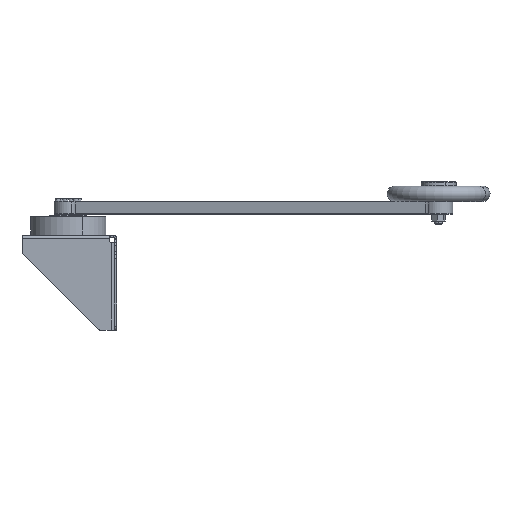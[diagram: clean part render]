
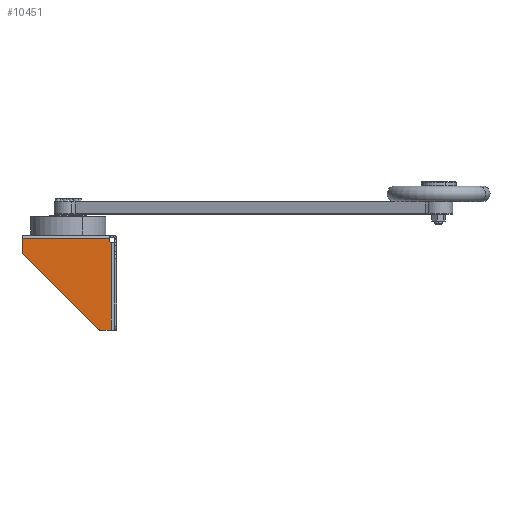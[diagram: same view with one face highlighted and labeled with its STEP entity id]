
A CAD part, left-side view. The second image highlights one B-rep face of the part: STEP entity #10451.
In plain terms, the highlighted planar face has unit normal (-1, 0, 0).
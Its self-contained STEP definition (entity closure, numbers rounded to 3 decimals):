
#77 = VERTEX_POINT ( 'NONE', #6294 ) ;
#345 = ORIENTED_EDGE ( 'NONE', *, *, #6257, .T. ) ;
#370 = ORIENTED_EDGE ( 'NONE', *, *, #2986, .F. ) ;
#412 = PLANE ( 'NONE',  #7139 ) ;
#481 = CIRCLE ( 'NONE', #5579, 5. ) ;
#752 = LINE ( 'NONE', #4481, #8815 ) ;
#759 = EDGE_CURVE ( 'NONE', #7676, #77, #11358, .T. ) ;
#853 = CARTESIAN_POINT ( 'NONE',  ( -60., 123.1, 57.5 ) ) ;
#1041 = EDGE_CURVE ( 'NONE', #4461, #10136, #481, .T. ) ;
#1115 = AXIS2_PLACEMENT_3D ( 'NONE', #3781, #3900, #4615 ) ;
#1388 = VECTOR ( 'NONE', #8338, 1000. ) ;
#1528 = DIRECTION ( 'NONE',  ( 0., 0., 1. ) ) ;
#1657 = LINE ( 'NONE', #8873, #8821 ) ;
#1728 = DIRECTION ( 'NONE',  ( 0., 0., -1. ) ) ;
#1941 = CARTESIAN_POINT ( 'NONE',  ( -60., 21.029, -56.5 ) ) ;
#1999 = DIRECTION ( 'NONE',  ( 0., 0., -1. ) ) ;
#2145 = EDGE_CURVE ( 'NONE', #3216, #7676, #752, .T. ) ;
#2342 = DIRECTION ( 'NONE',  ( 0., 0., -1. ) ) ;
#2414 = VECTOR ( 'NONE', #1728, 1000. ) ;
#2703 = LINE ( 'NONE', #6274, #9755 ) ;
#2741 = ORIENTED_EDGE ( 'NONE', *, *, #11444, .T. ) ;
#2986 = EDGE_CURVE ( 'NONE', #3321, #3265, #9593, .T. ) ;
#3216 = VERTEX_POINT ( 'NONE', #4691 ) ;
#3265 = VERTEX_POINT ( 'NONE', #10175 ) ;
#3313 = ORIENTED_EDGE ( 'NONE', *, *, #10393, .F. ) ;
#3321 = VERTEX_POINT ( 'NONE', #9398 ) ;
#3353 = CARTESIAN_POINT ( 'NONE',  ( -60., 8., 53.5 ) ) ;
#3404 = ORIENTED_EDGE ( 'NONE', *, *, #3735, .T. ) ;
#3470 = VERTEX_POINT ( 'NONE', #8921 ) ;
#3735 = EDGE_CURVE ( 'NONE', #10136, #77, #9216, .T. ) ;
#3781 = CARTESIAN_POINT ( 'NONE',  ( -60., 118.1, 40.571 ) ) ;
#3900 = DIRECTION ( 'NONE',  ( -1., 0., 0. ) ) ;
#4190 = LINE ( 'NONE', #5961, #5057 ) ;
#4461 = VERTEX_POINT ( 'NONE', #7745 ) ;
#4481 = CARTESIAN_POINT ( 'NONE',  ( -60., 123.1, 52.5 ) ) ;
#4553 = CARTESIAN_POINT ( 'NONE',  ( -60., 7.1, 52.5 ) ) ;
#4615 = DIRECTION ( 'NONE',  ( 0., 0., 1. ) ) ;
#4691 = CARTESIAN_POINT ( 'NONE',  ( -60., 8., 52.5 ) ) ;
#4731 = CARTESIAN_POINT ( 'NONE',  ( -60., 123.1, -61.5 ) ) ;
#4750 = EDGE_CURVE ( 'NONE', #4461, #3470, #2703, .T. ) ;
#5057 = VECTOR ( 'NONE', #10570, 1000. ) ;
#5426 = DIRECTION ( 'NONE',  ( 0., -1., 0. ) ) ;
#5499 = DIRECTION ( 'NONE',  ( 0., 0.707, 0.707 ) ) ;
#5516 = ORIENTED_EDGE ( 'NONE', *, *, #2145, .F. ) ;
#5579 = AXIS2_PLACEMENT_3D ( 'NONE', #1941, #10218, #8387 ) ;
#5619 = CIRCLE ( 'NONE', #10711, 1. ) ;
#5896 = VERTEX_POINT ( 'NONE', #8573 ) ;
#5961 = CARTESIAN_POINT ( 'NONE',  ( -60., 123.1, 57.5 ) ) ;
#6218 = CIRCLE ( 'NONE', #1115, 5. ) ;
#6237 = CARTESIAN_POINT ( 'NONE',  ( -60., 9., -61.5 ) ) ;
#6257 = EDGE_CURVE ( 'NONE', #5896, #3470, #6218, .T. ) ;
#6274 = CARTESIAN_POINT ( 'NONE',  ( -60., 73.1, -11.5 ) ) ;
#6294 = CARTESIAN_POINT ( 'NONE',  ( -60., 7.1, -61.5 ) ) ;
#6493 = ORIENTED_EDGE ( 'NONE', *, *, #759, .F. ) ;
#6524 = VECTOR ( 'NONE', #2342, 1000. ) ;
#7139 = AXIS2_PLACEMENT_3D ( 'NONE', #10397, #7608, #11225 ) ;
#7608 = DIRECTION ( 'NONE',  ( -1., 0., 0. ) ) ;
#7676 = VERTEX_POINT ( 'NONE', #4553 ) ;
#7745 = CARTESIAN_POINT ( 'NONE',  ( -60., 24.564, -60.036 ) ) ;
#7806 = VERTEX_POINT ( 'NONE', #853 ) ;
#8338 = DIRECTION ( 'NONE',  ( 0., -1., 0. ) ) ;
#8387 = DIRECTION ( 'NONE',  ( 0., 0., 1. ) ) ;
#8509 = FACE_OUTER_BOUND ( 'NONE', #9084, .T. ) ;
#8573 = CARTESIAN_POINT ( 'NONE',  ( -60., 123.1, 40.571 ) ) ;
#8815 = VECTOR ( 'NONE', #5426, 1000. ) ;
#8821 = VECTOR ( 'NONE', #1999, 1000. ) ;
#8873 = CARTESIAN_POINT ( 'NONE',  ( -60., 123.1, -61.5 ) ) ;
#8921 = CARTESIAN_POINT ( 'NONE',  ( -60., 121.636, 37.036 ) ) ;
#9044 = CARTESIAN_POINT ( 'NONE',  ( -60., 21.029, -61.5 ) ) ;
#9084 = EDGE_LOOP ( 'NONE', ( #2741, #345, #10642, #9161, #3404, #6493, #5516, #9441, #370, #3313 ) ) ;
#9161 = ORIENTED_EDGE ( 'NONE', *, *, #1041, .T. ) ;
#9216 = LINE ( 'NONE', #4731, #1388 ) ;
#9398 = CARTESIAN_POINT ( 'NONE',  ( -60., 9., 57.5 ) ) ;
#9441 = ORIENTED_EDGE ( 'NONE', *, *, #11565, .T. ) ;
#9593 = LINE ( 'NONE', #6237, #2414 ) ;
#9755 = VECTOR ( 'NONE', #5499, 1000. ) ;
#10136 = VERTEX_POINT ( 'NONE', #9044 ) ;
#10175 = CARTESIAN_POINT ( 'NONE',  ( -60., 9., 53.5 ) ) ;
#10218 = DIRECTION ( 'NONE',  ( -1., 0., 0. ) ) ;
#10393 = EDGE_CURVE ( 'NONE', #7806, #3321, #4190, .T. ) ;
#10397 = CARTESIAN_POINT ( 'NONE',  ( -60., 123.1, -61.5 ) ) ;
#10451 = ADVANCED_FACE ( 'NONE', ( #8509 ), #412, .T. ) ;
#10506 = DIRECTION ( 'NONE',  ( 1., 0., 0. ) ) ;
#10515 = CARTESIAN_POINT ( 'NONE',  ( -60., 7.1, -61.5 ) ) ;
#10570 = DIRECTION ( 'NONE',  ( 0., -1., 0. ) ) ;
#10642 = ORIENTED_EDGE ( 'NONE', *, *, #4750, .F. ) ;
#10711 = AXIS2_PLACEMENT_3D ( 'NONE', #3353, #10506, #1528 ) ;
#11225 = DIRECTION ( 'NONE',  ( 0., 0., 1. ) ) ;
#11358 = LINE ( 'NONE', #10515, #6524 ) ;
#11444 = EDGE_CURVE ( 'NONE', #7806, #5896, #1657, .T. ) ;
#11565 = EDGE_CURVE ( 'NONE', #3216, #3265, #5619, .T. ) ;
